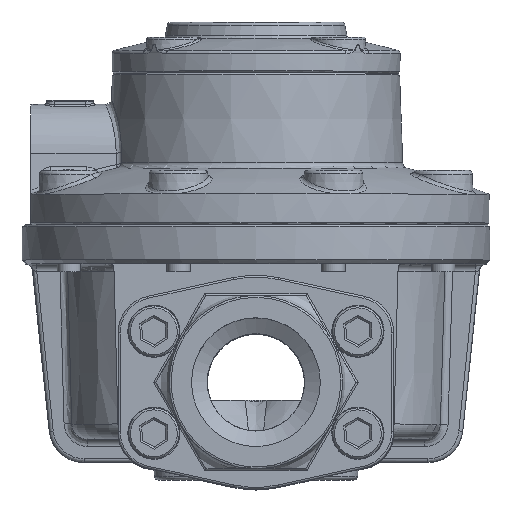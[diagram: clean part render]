
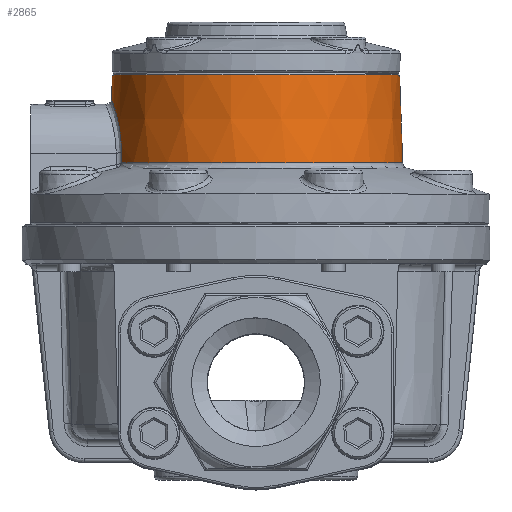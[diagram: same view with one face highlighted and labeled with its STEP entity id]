
A CAD part, top view. The second image highlights one B-rep face of the part: STEP entity #2865.
In plain terms, the highlighted conical face has half-angle 2 degrees and reference radius 36.9 mm.
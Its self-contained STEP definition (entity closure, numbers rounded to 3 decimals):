
#2865 = ADVANCED_FACE( '', ( #6536, #6537 ), #6538, .T. );
#6536 = FACE_OUTER_BOUND( '', #13104, .T. );
#6537 = FACE_BOUND( '', #13105, .T. );
#6538 = CONICAL_SURFACE( '', #13106, 36.9, 0.035 );
#13104 = EDGE_LOOP( '', ( #29120, #29121, #29122, #29123 ) );
#13105 = EDGE_LOOP( '', ( #29124 ) );
#13106 = AXIS2_PLACEMENT_3D( '', #29125, #29126, #29127 );
#29120 = ORIENTED_EDGE( '', *, *, #38980, .T. );
#29121 = ORIENTED_EDGE( '', *, *, #38981, .T. );
#29122 = ORIENTED_EDGE( '', *, *, #38982, .T. );
#29123 = ORIENTED_EDGE( '', *, *, #38983, .T. );
#29124 = ORIENTED_EDGE( '', *, *, #38220, .T. );
#29125 = CARTESIAN_POINT( '', ( 0., 38., 0. ) );
#29126 = DIRECTION( '', ( 0., -1., 0. ) );
#29127 = DIRECTION( '', ( -1., 0., 0. ) );
#38220 = EDGE_CURVE( '', #42841, #42841, #42842, .T. );
#38980 = EDGE_CURVE( '', #44124, #44125, #44126, .T. );
#38981 = EDGE_CURVE( '', #44125, #44127, #44128, .T. );
#38982 = EDGE_CURVE( '', #44127, #44129, #44130, .T. );
#38983 = EDGE_CURVE( '', #44129, #44124, #44131, .T. );
#42841 = VERTEX_POINT( '', #49866 );
#42842 = CIRCLE( '', #49867, 36.882 );
#44124 = VERTEX_POINT( '', #53107 );
#44125 = VERTEX_POINT( '', #53108 );
#44126 = B_SPLINE_CURVE_WITH_KNOTS( '', 3, ( #53109, #53110, #53111, #53112 ), .UNSPECIFIED., .F., .F., ( 4, 4 ), ( 0., 1. ), .UNSPECIFIED. );
#44127 = VERTEX_POINT( '', #53113 );
#44128 = B_SPLINE_CURVE_WITH_KNOTS( '', 3, ( #53114, #53115, #53116, #53117, #53118, #53119, #53120, #53121, #53122, #53123, #53124, #53125, #53126, #53127, #53128, #53129, #53130, #53131, #53132, #53133, #53134, #53135, #53136, #53137, #53138, #53139, #53140, #53141, #53142, #53143, #53144, #53145, #53146 ), .UNSPECIFIED., .F., .F., ( 4, 1, 1, 1, 1, 1, 1, 1, 1, 1, 1, 1, 1, 1, 1, 1, 1, 1, 1, 1, 1, 1, 1, 1, 1, 1, 1, 1, 1, 1, 4 ), ( 0., 0.009, 0.018, 0.027, 0.036, 0.045, 0.054, 0.062, 0.094, 0.125, 0.156, 0.188, 0.25, 0.312, 0.375, 0.437, 0.5, 0.5, 0.562, 0.625, 0.687, 0.75, 0.812, 0.844, 0.875, 0.906, 0.937, 0.953, 0.969, 0.984, 1. ), .UNSPECIFIED. );
#44129 = VERTEX_POINT( '', #53147 );
#44130 = B_SPLINE_CURVE_WITH_KNOTS( '', 3, ( #53148, #53149, #53150, #53151 ), .UNSPECIFIED., .F., .F., ( 4, 4 ), ( 0., 1. ), .UNSPECIFIED. );
#44131 = CIRCLE( '', #53152, 37.669 );
#49866 = CARTESIAN_POINT( '', ( -36.882, 38.517, 0. ) );
#49867 = AXIS2_PLACEMENT_3D( '', #65430, #65431, #65432 );
#53107 = CARTESIAN_POINT( '', ( -34.516, 15.979, -15.087 ) );
#53108 = CARTESIAN_POINT( '', ( -34.531, 18.568, -14.824 ) );
#53109 = CARTESIAN_POINT( '', ( -34.516, 15.979, -15.087 ) );
#53110 = CARTESIAN_POINT( '', ( -34.521, 16.842, -14.999 ) );
#53111 = CARTESIAN_POINT( '', ( -34.526, 17.705, -14.911 ) );
#53112 = CARTESIAN_POINT( '', ( -34.531, 18.568, -14.824 ) );
#53113 = CARTESIAN_POINT( '', ( -34.531, 18.568, 14.824 ) );
#53114 = CARTESIAN_POINT( '', ( -34.531, 18.568, -14.824 ) );
#53115 = CARTESIAN_POINT( '', ( -34.532, 18.701, -14.809 ) );
#53116 = CARTESIAN_POINT( '', ( -34.535, 18.966, -14.78 ) );
#53117 = CARTESIAN_POINT( '', ( -34.543, 19.362, -14.725 ) );
#53118 = CARTESIAN_POINT( '', ( -34.556, 19.756, -14.66 ) );
#53119 = CARTESIAN_POINT( '', ( -34.573, 20.148, -14.585 ) );
#53120 = CARTESIAN_POINT( '', ( -34.594, 20.539, -14.501 ) );
#53121 = CARTESIAN_POINT( '', ( -34.618, 20.928, -14.406 ) );
#53122 = CARTESIAN_POINT( '', ( -34.671, 21.635, -14.216 ) );
#53123 = CARTESIAN_POINT( '', ( -34.769, 22.647, -13.881 ) );
#53124 = CARTESIAN_POINT( '', ( -34.937, 23.926, -13.329 ) );
#53125 = CARTESIAN_POINT( '', ( -35.137, 25.148, -12.67 ) );
#53126 = CARTESIAN_POINT( '', ( -35.436, 26.688, -11.652 ) );
#53127 = CARTESIAN_POINT( '', ( -35.849, 28.427, -10.133 ) );
#53128 = CARTESIAN_POINT( '', ( -36.337, 30.152, -7.962 ) );
#53129 = CARTESIAN_POINT( '', ( -36.75, 31.448, -5.502 ) );
#53130 = CARTESIAN_POINT( '', ( -37.028, 32.261, -2.819 ) );
#53131 = CARTESIAN_POINT( '', ( -37.094, 32.447, -0.945 ) );
#53132 = CARTESIAN_POINT( '', ( -37.094, 32.448, 0.926 ) );
#53133 = CARTESIAN_POINT( '', ( -37.029, 32.264, 2.802 ) );
#53134 = CARTESIAN_POINT( '', ( -36.752, 31.455, 5.487 ) );
#53135 = CARTESIAN_POINT( '', ( -36.339, 30.156, 7.955 ) );
#53136 = CARTESIAN_POINT( '', ( -35.85, 28.431, 10.13 ) );
#53137 = CARTESIAN_POINT( '', ( -35.436, 26.691, 11.65 ) );
#53138 = CARTESIAN_POINT( '', ( -35.138, 25.152, 12.667 ) );
#53139 = CARTESIAN_POINT( '', ( -34.938, 23.93, 13.327 ) );
#53140 = CARTESIAN_POINT( '', ( -34.769, 22.651, 13.88 ) );
#53141 = CARTESIAN_POINT( '', ( -34.662, 21.543, 14.246 ) );
#53142 = CARTESIAN_POINT( '', ( -34.598, 20.639, 14.481 ) );
#53143 = CARTESIAN_POINT( '', ( -34.563, 19.954, 14.626 ) );
#53144 = CARTESIAN_POINT( '', ( -34.539, 19.264, 14.744 ) );
#53145 = CARTESIAN_POINT( '', ( -34.534, 18.8, 14.797 ) );
#53146 = CARTESIAN_POINT( '', ( -34.531, 18.568, 14.824 ) );
#53147 = CARTESIAN_POINT( '', ( -34.516, 15.979, 15.087 ) );
#53148 = CARTESIAN_POINT( '', ( -34.531, 18.568, 14.824 ) );
#53149 = CARTESIAN_POINT( '', ( -34.526, 17.705, 14.911 ) );
#53150 = CARTESIAN_POINT( '', ( -34.521, 16.842, 14.999 ) );
#53151 = CARTESIAN_POINT( '', ( -34.516, 15.979, 15.087 ) );
#53152 = AXIS2_PLACEMENT_3D( '', #66355, #66356, #66357 );
#65430 = CARTESIAN_POINT( '', ( 0., 38.517, 0. ) );
#65431 = DIRECTION( '', ( 0., -1., 0. ) );
#65432 = DIRECTION( '', ( -1., 0., 0. ) );
#66355 = CARTESIAN_POINT( '', ( 0., 15.979, 0. ) );
#66356 = DIRECTION( '', ( 0., 1., 0. ) );
#66357 = DIRECTION( '', ( 1., 0., 0. ) );
